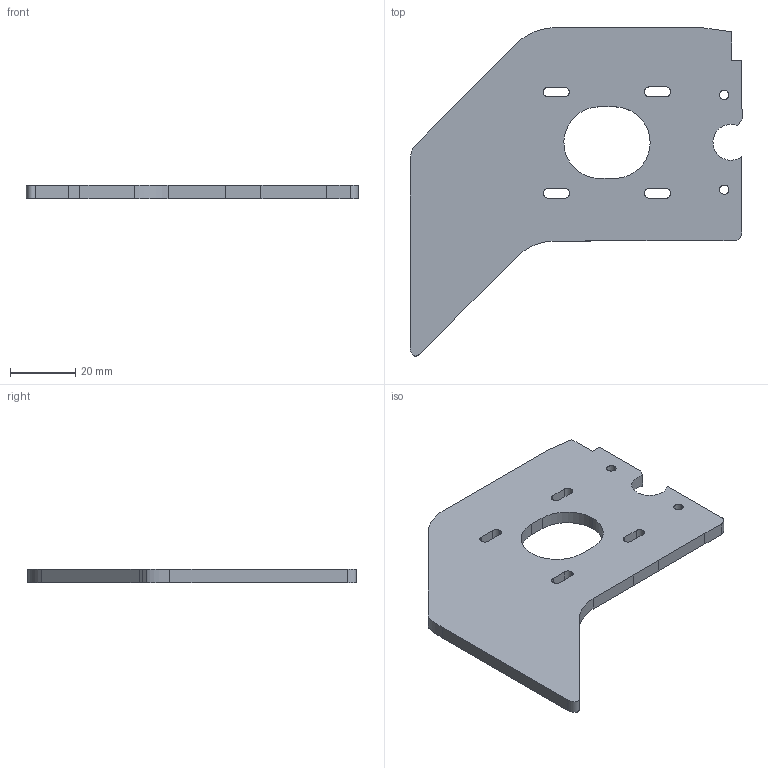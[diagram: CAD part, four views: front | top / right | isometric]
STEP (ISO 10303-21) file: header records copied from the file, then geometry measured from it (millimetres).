
FILE_DESCRIPTION (( 'STEP AP203' ), '1' );
FILE_NAME ('1191-A2P-A.STEP', '2013-10-01T09:11:08', ( 'The M瞁潎in' ), ( '' ), 'SwSTEP 2.0', 'SolidWorks 2013', '' );
FILE_SCHEMA (( 'CONFIG_CONTROL_DESIGN' ));
Length unit declared in the file: millimetre
Products named in the file (1): 1191-A2P-A
Bounding box: 101.57 x 100.46 x 4 mm (x, y, z)
Volume: 23667.8 mm3; surface area: 14001.3 mm2
Topology: 1 solids, 1 shells, 57 faces, 165 edges, 110 vertices
Faces by surface type: plane 29, bspline 28
Entity records: 2240 total; most frequent: CARTESIAN_POINT 825, ORIENTED_EDGE 330, DIRECTION 169, EDGE_CURVE 165, VERTEX_POINT 110, VECTOR 109, LINE 109, EDGE_LOOP 71
